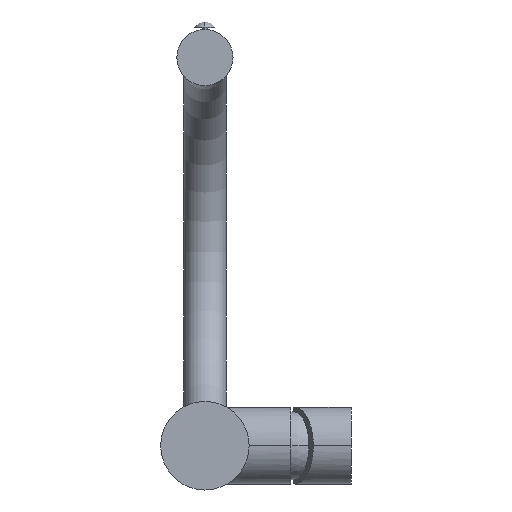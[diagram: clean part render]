
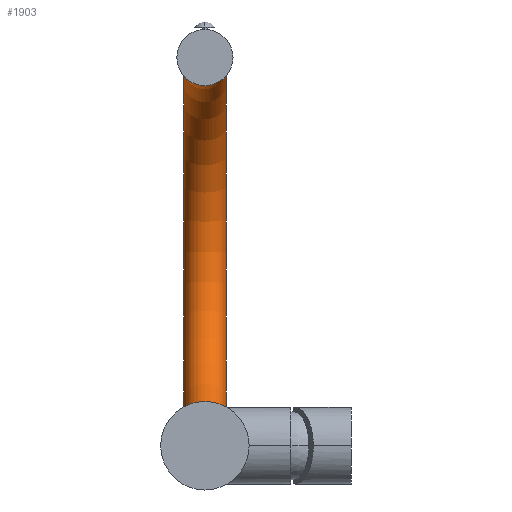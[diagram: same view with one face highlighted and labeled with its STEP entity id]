
A CAD part, front view. The second image highlights one B-rep face of the part: STEP entity #1903.
In plain terms, the highlighted toroidal (fillet/blend) face has major radius 114 mm and minor radius 12.5 mm.
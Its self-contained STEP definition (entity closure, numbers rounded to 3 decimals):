
#1785=CARTESIAN_POINT('',(0.,318.9,0.));
#1786=DIRECTION('',(0.,1.,0.));
#1787=DIRECTION('',(-1.,0.,0.));
#1788=AXIS2_PLACEMENT_3D('',#1785,#1786,#1787);
#1790=CARTESIAN_POINT('',(-12.5,318.9,114.));
#1791=DIRECTION('',(1.,0.,0.));
#1792=DIRECTION('',(0.,0.,-1.));
#1793=AXIS2_PLACEMENT_3D('',#1790,#1791,#1792);
#1800=CARTESIAN_POINT('',(12.5,318.9,114.));
#1801=DIRECTION('',(1.,0.,0.));
#1802=DIRECTION('',(0.,0.,-1.));
#1803=AXIS2_PLACEMENT_3D('',#1800,#1801,#1802);
#1814=CARTESIAN_POINT('',(0.,318.9,228.));
#1815=DIRECTION('',(0.,-1.,0.));
#1816=DIRECTION('',(-1.,0.,0.));
#1817=AXIS2_PLACEMENT_3D('',#1814,#1815,#1816);
#1833=CARTESIAN_POINT('',(12.5,318.9,0.));
#1834=CARTESIAN_POINT('',(-12.5,318.9,0.));
#1835=VERTEX_POINT('',#1833);
#1836=VERTEX_POINT('',#1834);
#1837=CARTESIAN_POINT('',(12.5,318.9,228.));
#1838=CARTESIAN_POINT('',(-12.5,318.9,228.));
#1839=VERTEX_POINT('',#1837);
#1840=VERTEX_POINT('',#1838);
#1889=CARTESIAN_POINT('',(0.,318.9,114.));
#1890=DIRECTION('',(1.,0.,0.));
#1891=DIRECTION('',(0.,0.,1.));
#1892=AXIS2_PLACEMENT_3D('',#1889,#1890,#1891);
#1893=TOROIDAL_SURFACE('',#1892,114.,12.5);
#1894=ORIENTED_EDGE('',*,*,#1883,.F.);
#1896=ORIENTED_EDGE('',*,*,#1895,.T.);
#1898=ORIENTED_EDGE('',*,*,#1897,.T.);
#1900=ORIENTED_EDGE('',*,*,#1899,.F.);
#1901=EDGE_LOOP('',(#1894,#1896,#1898,#1900));
#1902=FACE_OUTER_BOUND('',#1901,.F.);
#1903=ADVANCED_FACE('',(#1902),#1893,.T.);
#1789=CIRCLE('',#1788,12.5);
#1794=CIRCLE('',#1793,114.);
#1804=CIRCLE('',#1803,114.);
#1818=CIRCLE('',#1817,12.5);
#1883=EDGE_CURVE('',#1836,#1835,#1789,.T.);
#1895=EDGE_CURVE('',#1836,#1840,#1794,.T.);
#1897=EDGE_CURVE('',#1840,#1839,#1818,.T.);
#1899=EDGE_CURVE('',#1835,#1839,#1804,.T.);
